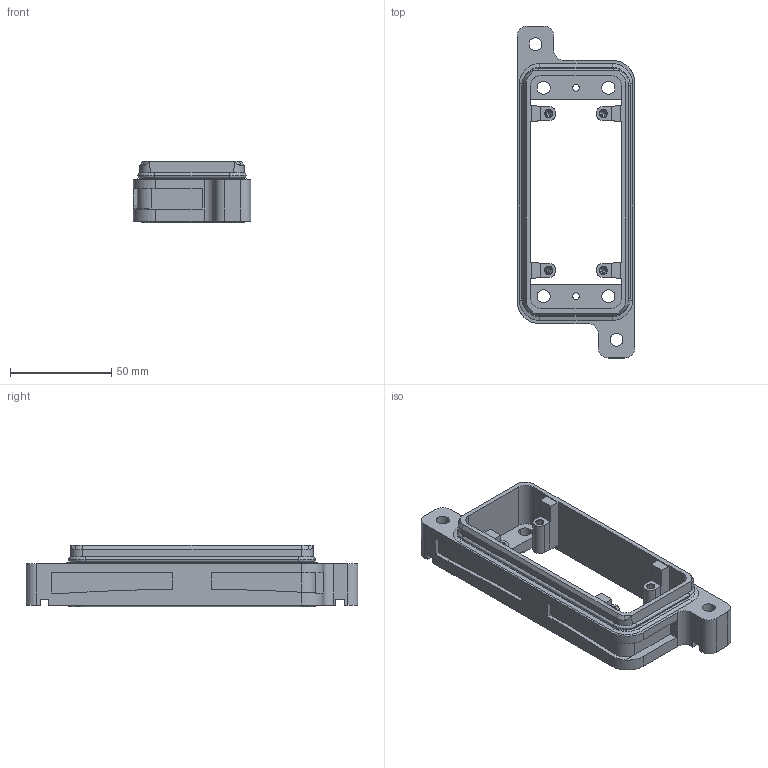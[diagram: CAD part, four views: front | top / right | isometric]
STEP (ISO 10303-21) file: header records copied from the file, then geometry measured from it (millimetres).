
FILE_DESCRIPTION(('CATIA V5 STEP Exchange','CAx-IF Rec.Pracs.--- Model Styling and Organization---1.4--- 2014-01-23'),'2;1');
FILE_NAME ('13320228_3', '2019-10-28T17:14:46+00:00', ('none'), ('Weidmueller'), 'CATIA Version 5-6 Release 2016 SP3 HF44', 'CATIA V5 STEP AP214', 'none');
FILE_SCHEMA(('AUTOMOTIVE_DESIGN { 1 0 10303 214 1 1 1 1 }'));
Length unit declared in the file: millimetre
Products named in the file (1): 1081530000
Bounding box: 58 x 164 x 30.2 mm (x, y, z)
Volume: 71936.4 mm3; surface area: 39201.5 mm2
Topology: 1 solids, 2 shells, 350 faces, 941 edges, 594 vertices
Faces by surface type: plane 152, cylinder 122, torus 44, cone 32
Entity records: 10608 total; most frequent: CARTESIAN_POINT 2532, ORIENTED_EDGE 1866, DIRECTION 1263, EDGE_CURVE 933, VERTEX_POINT 594, VECTOR 541, LINE 541, AXIS2_PLACEMENT_3D 500
